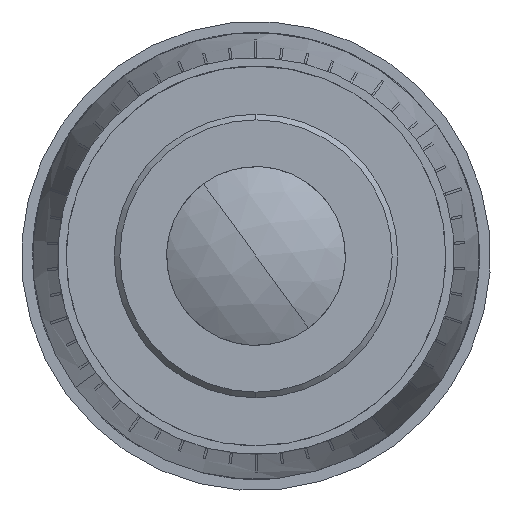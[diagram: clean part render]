
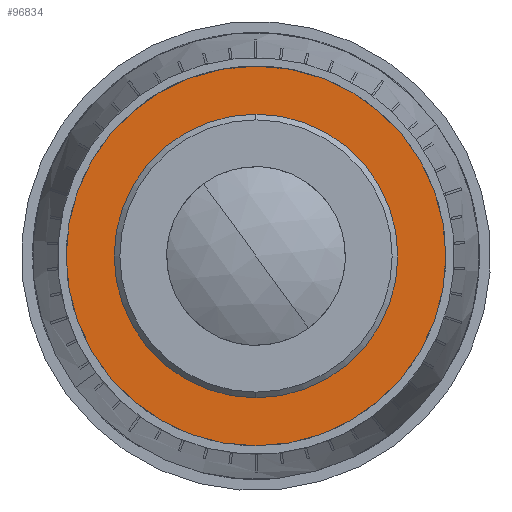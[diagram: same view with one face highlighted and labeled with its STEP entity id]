
A CAD part, left-side view. The second image highlights one B-rep face of the part: STEP entity #96834.
In plain terms, the highlighted planar face has unit normal (-1, 0, 0).
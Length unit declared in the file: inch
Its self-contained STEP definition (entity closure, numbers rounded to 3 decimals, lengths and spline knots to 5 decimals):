
#13998 = CARTESIAN_POINT ( 'NONE',  ( -1.74943, 0.22823, 0.25391 ) ) ;
#14001 = AXIS2_PLACEMENT_3D ( 'NONE', #13998, #15863, #15852 ) ;
#14066 = CIRCLE ( 'NONE', #14001, 0.25 ) ;
#15852 = DIRECTION ( 'NONE',  ( 0., 0., 1. ) ) ;
#15863 = DIRECTION ( 'NONE',  ( -1., 0., 0. ) ) ;
#15945 = CARTESIAN_POINT ( 'NONE',  ( -1.74943, 0.22823, 0.00391 ) ) ;
#15948 = CARTESIAN_POINT ( 'NONE',  ( -1.74943, 0.22823, 0.50391 ) ) ;
#16056 = CARTESIAN_POINT ( 'NONE',  ( -1.74943, 0.22823, 0.58805 ) ) ;
#16112 = CARTESIAN_POINT ( 'NONE',  ( -1.74943, 0.22574, 0.58805 ) ) ;
#16203 = DIRECTION ( 'NONE',  ( 0., 0., 1. ) ) ;
#16205 = DIRECTION ( 'NONE',  ( -1., 0., 0. ) ) ;
#16208 = CARTESIAN_POINT ( 'NONE',  ( -1.74943, 0.22823, 0.25391 ) ) ;
#16210 = AXIS2_PLACEMENT_3D ( 'NONE', #16208, #16205, #16203 ) ;
#16211 = CIRCLE ( 'NONE', #16210, 0.33415 ) ;
#71740 = EDGE_CURVE ( 'NONE', #71766, #71758, #14066, .T. ) ;
#71758 = VERTEX_POINT ( 'NONE', #15945 ) ;
#71766 = VERTEX_POINT ( 'NONE', #15948 ) ;
#71785 = VERTEX_POINT ( 'NONE', #16056 ) ;
#71790 = EDGE_CURVE ( 'NONE', #71791, #71785, #16211, .T. ) ;
#71791 = VERTEX_POINT ( 'NONE', #16112 ) ;
#96652 = ORIENTED_EDGE ( 'NONE', *, *, #96831, .F. ) ;
#96716 = VERTEX_POINT ( 'NONE', #133608 ) ;
#96727 = VERTEX_POINT ( 'NONE', #133522 ) ;
#96732 = EDGE_LOOP ( 'NONE', ( #96837, #96652, #96832, #96811, #96809 ) ) ;
#96773 = VERTEX_POINT ( 'NONE', #133766 ) ;
#96807 = ORIENTED_EDGE ( 'NONE', *, *, #96813, .F. ) ;
#96809 = ORIENTED_EDGE ( 'NONE', *, *, #96815, .T. ) ;
#96811 = ORIENTED_EDGE ( 'NONE', *, *, #96835, .T. ) ;
#96813 = EDGE_CURVE ( 'NONE', #71758, #71766, #134029, .T. ) ;
#96815 = EDGE_CURVE ( 'NONE', #96727, #96716, #134025, .T. ) ;
#96818 = EDGE_LOOP ( 'NONE', ( #96820, #96807 ) ) ;
#96820 = ORIENTED_EDGE ( 'NONE', *, *, #71740, .F. ) ;
#96825 = EDGE_CURVE ( 'NONE', #96716, #96773, #134016, .T. ) ;
#96831 = EDGE_CURVE ( 'NONE', #71791, #96773, #134053, .T. ) ;
#96832 = ORIENTED_EDGE ( 'NONE', *, *, #71790, .T. ) ;
#96834 = ADVANCED_FACE ( 'NONE', ( #134020, #134054 ), #133994, .F. ) ;
#96835 = EDGE_CURVE ( 'NONE', #71785, #96727, #134073, .T. ) ;
#96837 = ORIENTED_EDGE ( 'NONE', *, *, #96825, .T. ) ;
#133522 = CARTESIAN_POINT ( 'NONE',  ( -1.74943, 0.23073, 0.58805 ) ) ;
#133608 = CARTESIAN_POINT ( 'NONE',  ( -1.74943, 0.23073, 0.58855 ) ) ;
#133766 = CARTESIAN_POINT ( 'NONE',  ( -1.74943, 0.22573, 0.58855 ) ) ;
#133994 = PLANE ( 'NONE',  #134010 ) ;
#134010 = AXIS2_PLACEMENT_3D ( 'NONE', #134079, #134078, #134077 ) ;
#134011 = DIRECTION ( 'NONE',  ( 0., 0., 1. ) ) ;
#134012 = DIRECTION ( 'NONE',  ( -1., 0., 0. ) ) ;
#134013 = CARTESIAN_POINT ( 'NONE',  ( -1.74943, 0.22823, 0.25391 ) ) ;
#134014 = AXIS2_PLACEMENT_3D ( 'NONE', #134013, #134012, #134011 ) ;
#134016 = CIRCLE ( 'NONE', #134014, 0.33465 ) ;
#134017 = DIRECTION ( 'NONE',  ( 0., 0.007, 1. ) ) ;
#134018 = VECTOR ( 'NONE', #134017, 39.37008 ) ;
#134019 = CARTESIAN_POINT ( 'NONE',  ( -1.74943, 0.23073, 0.58855 ) ) ;
#134020 = FACE_OUTER_BOUND ( 'NONE', #96732, .T. ) ;
#134021 = DIRECTION ( 'NONE',  ( 0., 0., 1. ) ) ;
#134022 = DIRECTION ( 'NONE',  ( -1., 0., 0. ) ) ;
#134023 = CARTESIAN_POINT ( 'NONE',  ( -1.74943, 0.22823, 0.25391 ) ) ;
#134024 = AXIS2_PLACEMENT_3D ( 'NONE', #134023, #134022, #134021 ) ;
#134025 = LINE ( 'NONE', #134019, #134018 ) ;
#134029 = CIRCLE ( 'NONE', #134024, 0.25 ) ;
#134032 = AXIS2_PLACEMENT_3D ( 'NONE', #134072, #134071, #134070 ) ;
#134050 = DIRECTION ( 'NONE',  ( 0., -0.007, 1. ) ) ;
#134051 = VECTOR ( 'NONE', #134050, 39.37008 ) ;
#134052 = CARTESIAN_POINT ( 'NONE',  ( -1.74943, 0.22573, 0.58855 ) ) ;
#134053 = LINE ( 'NONE', #134052, #134051 ) ;
#134054 = FACE_BOUND ( 'NONE', #96818, .T. ) ;
#134070 = DIRECTION ( 'NONE',  ( 0., 0., 1. ) ) ;
#134071 = DIRECTION ( 'NONE',  ( -1., 0., 0. ) ) ;
#134072 = CARTESIAN_POINT ( 'NONE',  ( -1.74943, 0.22823, 0.25391 ) ) ;
#134073 = CIRCLE ( 'NONE', #134032, 0.33415 ) ;
#134077 = DIRECTION ( 'NONE',  ( 0., 0., -1. ) ) ;
#134078 = DIRECTION ( 'NONE',  ( 1., 0., 0. ) ) ;
#134079 = CARTESIAN_POINT ( 'NONE',  ( -1.74943, 0.56288, 0.25391 ) ) ;
